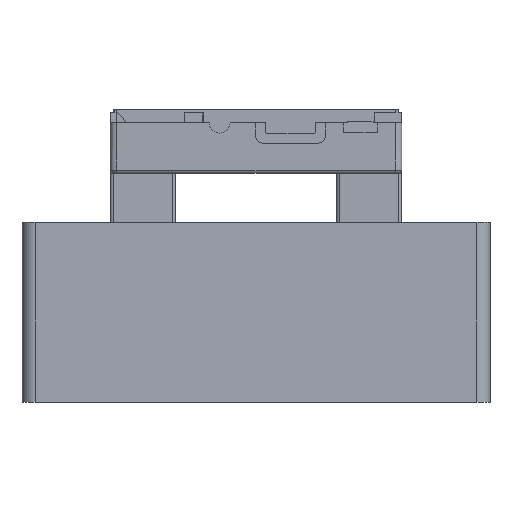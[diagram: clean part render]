
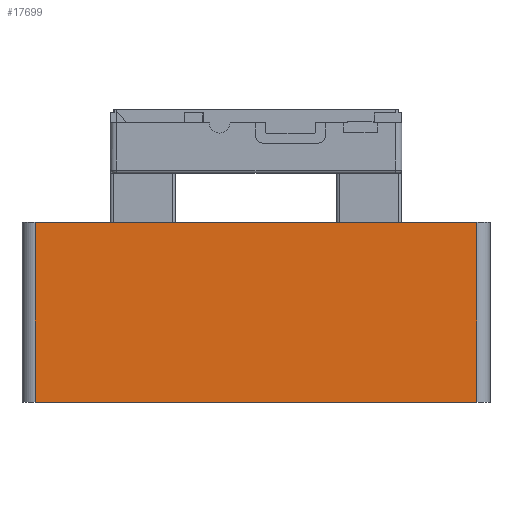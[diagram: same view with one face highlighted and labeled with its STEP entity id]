
A CAD part, front view. The second image highlights one B-rep face of the part: STEP entity #17699.
In plain terms, the highlighted planar face has unit normal (0, -1, 0).
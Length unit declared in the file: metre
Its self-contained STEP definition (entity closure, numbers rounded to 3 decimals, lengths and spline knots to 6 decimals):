
#993=LINE('',#37306,#2482);
#1072=LINE('',#37502,#2561);
#1073=LINE('',#37504,#2562);
#1074=LINE('',#37506,#2563);
#2482=VECTOR('',#21923,1.);
#2561=VECTOR('',#22058,1.);
#2562=VECTOR('',#22059,1.);
#2563=VECTOR('',#22060,1.);
#6574=ORIENTED_EDGE('',*,*,#10877,.F.);
#6575=ORIENTED_EDGE('',*,*,#10975,.T.);
#6576=ORIENTED_EDGE('',*,*,#10976,.T.);
#6577=ORIENTED_EDGE('',*,*,#10977,.T.);
#10877=EDGE_CURVE('',#13221,#13222,#993,.T.);
#10975=EDGE_CURVE('',#13221,#13311,#1072,.F.);
#10976=EDGE_CURVE('',#13311,#13312,#1073,.T.);
#10977=EDGE_CURVE('',#13312,#13222,#1074,.T.);
#13221=VERTEX_POINT('',#37305);
#13222=VERTEX_POINT('',#37307);
#13311=VERTEX_POINT('',#37503);
#13312=VERTEX_POINT('',#37505);
#15011=EDGE_LOOP('',(#6574,#6575,#6576,#6577));
#16192=FACE_BOUND('',#15011,.T.);
#17018=PLANE('',#19191);
#17699=ADVANCED_FACE('',(#16192),#17018,.T.);
#19191=AXIS2_PLACEMENT_3D('',#37501,#22056,#22057);
#21923=DIRECTION('',(1.,0.,0.));
#22056=DIRECTION('',(0.,-1.,0.));
#22057=DIRECTION('',(0.,0.,-1.));
#22058=DIRECTION('',(0.,0.,1.));
#22059=DIRECTION('',(1.,0.,0.));
#22060=DIRECTION('',(0.,0.,1.));
#37305=CARTESIAN_POINT('',(-0.065617,-0.065055,0.));
#37306=CARTESIAN_POINT('',(0.001883,-0.065055,0.));
#37307=CARTESIAN_POINT('',(0.069383,-0.065055,0.));
#37501=CARTESIAN_POINT('',(0.001883,-0.065055,-0.01));
#37502=CARTESIAN_POINT('',(-0.065617,-0.065055,-0.01));
#37503=CARTESIAN_POINT('',(-0.065617,-0.065055,-0.055));
#37504=CARTESIAN_POINT('',(0.001883,-0.065055,-0.055));
#37505=CARTESIAN_POINT('',(0.069383,-0.065055,-0.055));
#37506=CARTESIAN_POINT('',(0.069383,-0.065055,0.));
